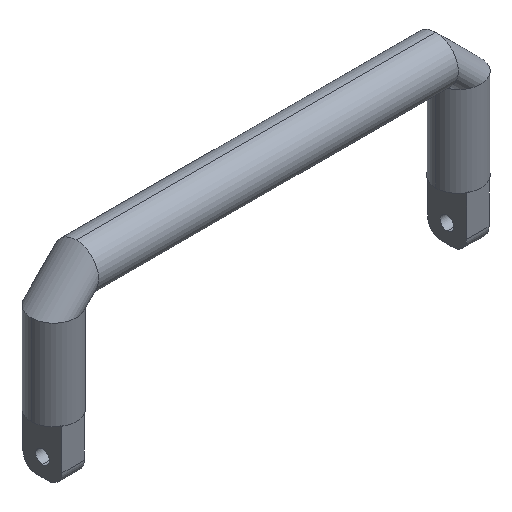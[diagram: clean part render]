
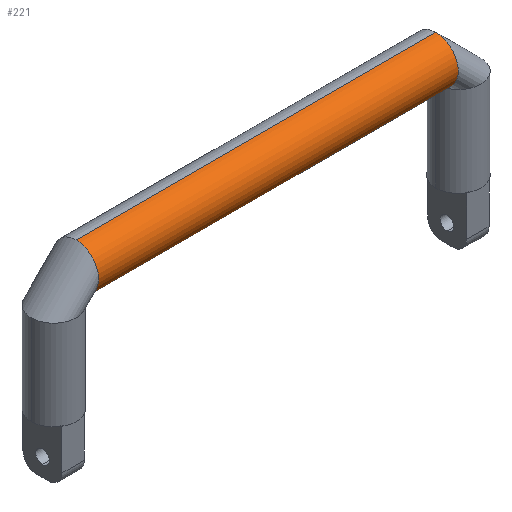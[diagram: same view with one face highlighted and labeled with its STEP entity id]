
A CAD part, isometric view. The second image highlights one B-rep face of the part: STEP entity #221.
In plain terms, the highlighted cylindrical face has radius 5 mm (diameter 10 mm), a partial arc.
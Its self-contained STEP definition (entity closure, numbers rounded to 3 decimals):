
#29 = VECTOR ( 'NONE', #496, 1000. ) ;
#40 = VECTOR ( 'NONE', #389, 1000. ) ;
#60 = VERTEX_POINT ( 'NONE', #84 ) ;
#68 = DIRECTION ( 'NONE',  ( 0., 0., -1. ) ) ;
#84 = CARTESIAN_POINT ( 'NONE',  ( 5., 0., 20. ) ) ;
#116 = ORIENTED_EDGE ( 'NONE', *, *, #557, .T. ) ;
#211 = CYLINDRICAL_SURFACE ( 'NONE', #771, 5. ) ;
#221 = ADVANCED_FACE ( 'NONE', ( #882 ), #211, .T. ) ;
#278 = CARTESIAN_POINT ( 'NONE',  ( 85., 0., 25. ) ) ;
#326 = EDGE_CURVE ( 'NONE', #665, #714, #536, .T. ) ;
#384 = CARTESIAN_POINT ( 'NONE',  ( 5., 0., 30. ) ) ;
#389 = DIRECTION ( 'NONE',  ( 1., 0., 0. ) ) ;
#414 = VERTEX_POINT ( 'NONE', #384 ) ;
#427 = CARTESIAN_POINT ( 'NONE',  ( 5., 0., 30. ) ) ;
#439 = EDGE_CURVE ( 'NONE', #60, #714, #687, .T. ) ;
#458 = CARTESIAN_POINT ( 'NONE',  ( 5., 0., 20. ) ) ;
#493 = CARTESIAN_POINT ( 'NONE',  ( 85., 0., 30. ) ) ;
#496 = DIRECTION ( 'NONE',  ( 1., 0., 0. ) ) ;
#526 = DIRECTION ( 'NONE',  ( 1., 0., 0. ) ) ;
#536 = CIRCLE ( 'NONE', #705, 5. ) ;
#557 = EDGE_CURVE ( 'NONE', #414, #60, #797, .T. ) ;
#560 = CARTESIAN_POINT ( 'NONE',  ( 5., 0., 25. ) ) ;
#573 = DIRECTION ( 'NONE',  ( 1., 0., 0. ) ) ;
#591 = CARTESIAN_POINT ( 'NONE',  ( 5., 0., 25. ) ) ;
#665 = VERTEX_POINT ( 'NONE', #493 ) ;
#669 = DIRECTION ( 'NONE',  ( 1., 0., 0. ) ) ;
#673 = LINE ( 'NONE', #427, #29 ) ;
#687 = LINE ( 'NONE', #458, #40 ) ;
#705 = AXIS2_PLACEMENT_3D ( 'NONE', #278, #526, #68 ) ;
#714 = VERTEX_POINT ( 'NONE', #877 ) ;
#716 = DIRECTION ( 'NONE',  ( 0., 0., -1. ) ) ;
#738 = AXIS2_PLACEMENT_3D ( 'NONE', #560, #573, #716 ) ;
#754 = DIRECTION ( 'NONE',  ( 0., 0., -1. ) ) ;
#771 = AXIS2_PLACEMENT_3D ( 'NONE', #591, #669, #754 ) ;
#793 = ORIENTED_EDGE ( 'NONE', *, *, #439, .T. ) ;
#797 = CIRCLE ( 'NONE', #738, 5. ) ;
#804 = ORIENTED_EDGE ( 'NONE', *, *, #862, .F. ) ;
#862 = EDGE_CURVE ( 'NONE', #414, #665, #673, .T. ) ;
#877 = CARTESIAN_POINT ( 'NONE',  ( 85., 0., 20. ) ) ;
#882 = FACE_OUTER_BOUND ( 'NONE', #927, .T. ) ;
#922 = ORIENTED_EDGE ( 'NONE', *, *, #326, .F. ) ;
#927 = EDGE_LOOP ( 'NONE', ( #804, #116, #793, #922 ) ) ;
